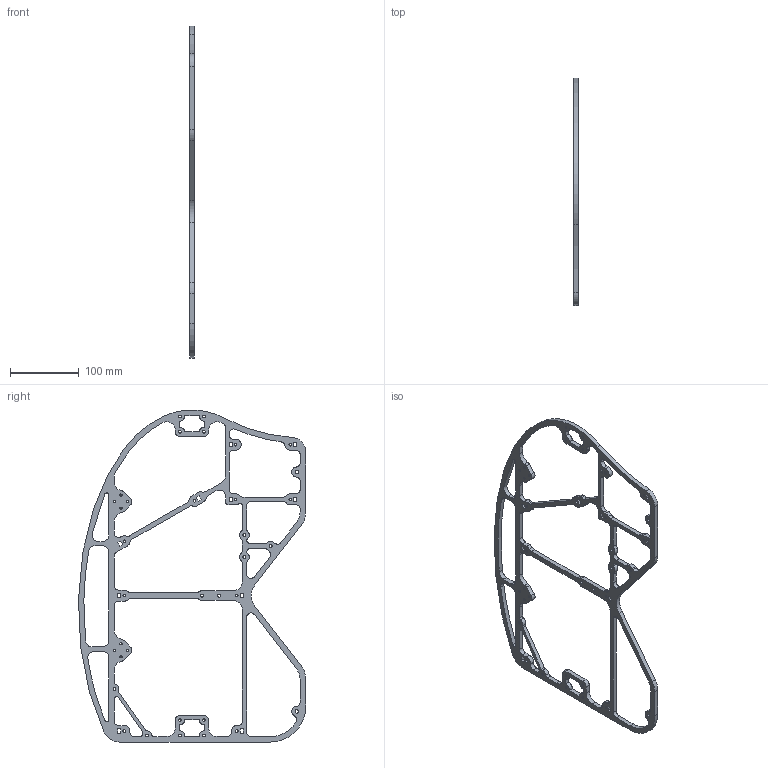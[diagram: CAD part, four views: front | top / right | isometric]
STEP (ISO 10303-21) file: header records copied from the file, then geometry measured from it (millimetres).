
FILE_DESCRIPTION (( 'STEP AP203' ), '1' );
FILE_NAME ('Vertical Plate Left.STEP', '2016-03-24T05:38:53', ( '' ), ( '' ), 'SwSTEP 2.0', 'SolidWorks 2015', '' );
FILE_SCHEMA (( 'CONFIG_CONTROL_DESIGN' ));
Length unit declared in the file: inch
Products named in the file (1): Vertical Plate Left
Bounding box: 6.35 x 330.06 x 482.51 mm (x, y, z)
Volume: 176216.3 mm3; surface area: 96556.6 mm2
Topology: 1 solids, 1 shells, 365 faces, 1089 edges, 726 vertices
Faces by surface type: cylinder 224, plane 134, bspline 7
Entity records: 12978 total; most frequent: CARTESIAN_POINT 2449, DIRECTION 2241, ORIENTED_EDGE 2178, EDGE_CURVE 1089, AXIS2_PLACEMENT_3D 807, VERTEX_POINT 726, VECTOR 627, LINE 627
